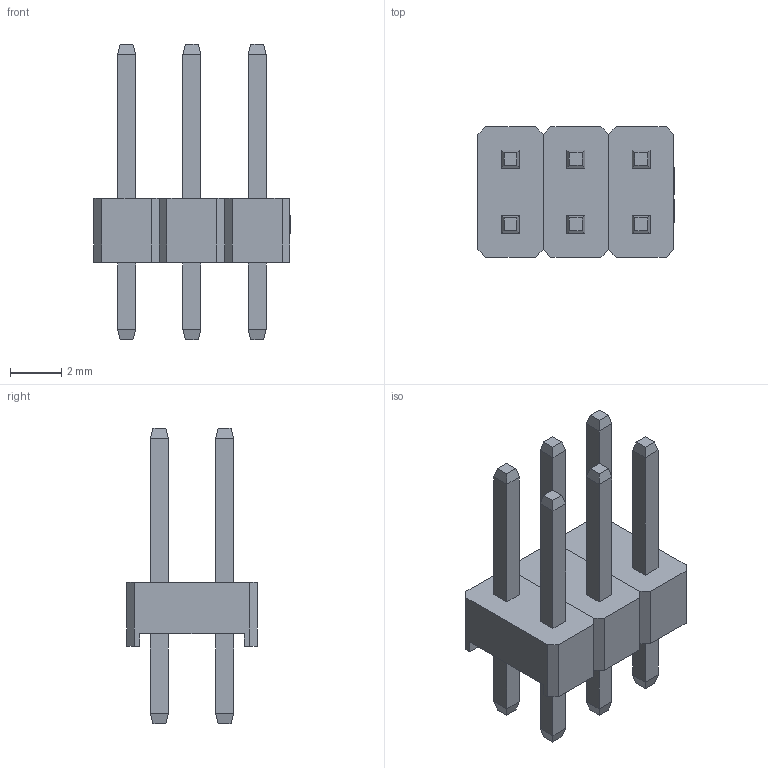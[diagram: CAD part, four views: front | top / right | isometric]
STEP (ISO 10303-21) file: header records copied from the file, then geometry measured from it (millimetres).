
FILE_DESCRIPTION(/* description */ ('Designed by EasyEDA Pro'),/* implementation_level */ '2;1');
FILE_NAME(/* name */ 'PZ_2.54_2X3P_LH.step',/* time_stamp */ '2025-03-27T11:07:47+08:00',/* author */ (''),/* organization */ (''),/* preprocessor_version */ 'ST-DEVELOPER v20.1',/* originating_system */ 'Autodesk Translation Framework v14.4.0.0',/* authorisation */ '');
FILE_SCHEMA (('AUTOMOTIVE_DESIGN { 1 0 10303 214 3 1 1 }'));
Length unit declared in the file: millimetre
Products named in the file (4): VJtq-PCBModel; VJtq-Board; VJtq-H1-HDR-TH_6P-P2.54-V-M-R2-C3-S2.54; COMPOUND
Assembly tree (3 placements, depth 3):
  VJtq-PCBModel
    VJtq-Board
    VJtq-H1-HDR-TH_6P-P2.54-V-M-R2-C3-S2.54
      COMPOUND
Bounding box: 7.63 x 5.08 x 11.5 mm (x, y, z)
Volume: 107.1 mm3; surface area: 335.7 mm2
Topology: 3 solids, 3 shells, 728 faces, 1899 edges, 1250 vertices
Faces by surface type: plane 546, bspline 182
Entity records: 27401 total; most frequent: CARTESIAN_POINT 9882, ORIENTED_EDGE 3798, DIRECTION 2813, EDGE_CURVE 1899, LINE 1535, VECTOR 1535, VERTEX_POINT 1250, EDGE_LOOP 801
